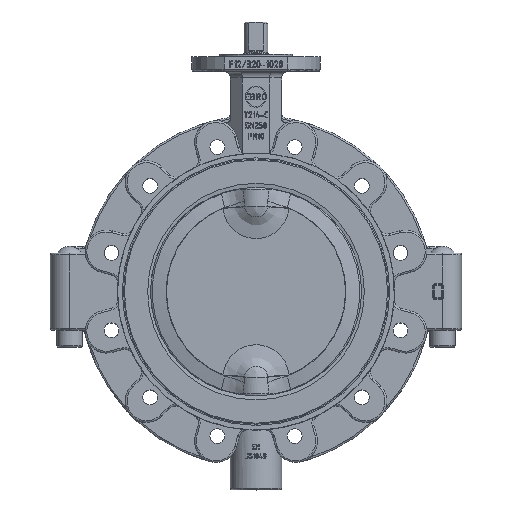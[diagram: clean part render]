
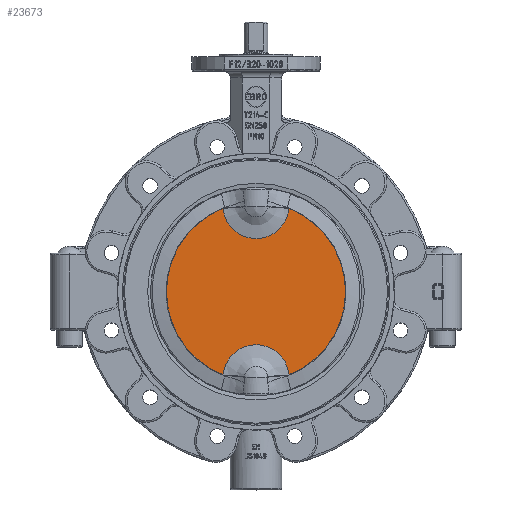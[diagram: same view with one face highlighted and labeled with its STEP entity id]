
A CAD part, top view. The second image highlights one B-rep face of the part: STEP entity #23673.
In plain terms, the highlighted planar face has unit normal (0, 0, 1).
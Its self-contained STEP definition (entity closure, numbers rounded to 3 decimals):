
#4278=B_SPLINE_CURVE_WITH_KNOTS('',3,(#55766,#55767,#55768,#55769,#55770,
#55771,#55772,#55773,#55774,#55775,#55776,#55777,#55778,#55779,#55780,#55781),
 .UNSPECIFIED.,.F.,.F.,(4,1,1,1,1,1,1,1,1,1,1,1,1,4),(-11.688,
-10.872,-10.055,-9.646,-8.829,
-8.421,-6.787,-5.154,-3.52,
-3.112,-2.703,-1.887,-1.07,
-0.253),.UNSPECIFIED.);
#4283=B_SPLINE_CURVE_WITH_KNOTS('',3,(#55833,#55834,#55835,#55836,#55837,
#55838,#55839,#55840,#55841,#55842,#55843,#55844,#55845,#55846,#55847,#55848),
 .UNSPECIFIED.,.F.,.F.,(4,1,1,1,1,1,1,1,1,1,1,1,1,4),(-11.688,
-10.872,-10.463,-10.055,-9.238,
-8.421,-6.787,-5.154,-4.065,
-3.52,-2.703,-1.887,-1.07,
-0.253),.UNSPECIFIED.);
#6200=FACE_OUTER_BOUND('',#7705,.T.);
#7705=EDGE_LOOP('',(#20450,#20451,#20452,#20453));
#8567=CIRCLE('',#25378,104.79);
#8568=CIRCLE('',#25380,104.79);
#10735=VERTEX_POINT('',#55595);
#10740=VERTEX_POINT('',#55681);
#10747=VERTEX_POINT('',#55824);
#10748=VERTEX_POINT('',#55832);
#13987=EDGE_CURVE('',#10740,#10735,#4278,.T.);
#13996=EDGE_CURVE('',#10735,#10747,#8567,.T.);
#13997=EDGE_CURVE('',#10747,#10748,#4283,.T.);
#13998=EDGE_CURVE('',#10748,#10740,#8568,.T.);
#20450=ORIENTED_EDGE('',*,*,#13997,.F.);
#20451=ORIENTED_EDGE('',*,*,#13996,.F.);
#20452=ORIENTED_EDGE('',*,*,#13987,.F.);
#20453=ORIENTED_EDGE('',*,*,#13998,.F.);
#21110=PLANE('',#25379);
#23673=ADVANCED_FACE('',(#6200),#21110,.T.);
#25378=AXIS2_PLACEMENT_3D('',#55830,#30082,#30083);
#25379=AXIS2_PLACEMENT_3D('',#55831,#30084,#30085);
#25380=AXIS2_PLACEMENT_3D('',#55849,#30086,#30087);
#30082=DIRECTION('center_axis',(0.,0.,
-1.));
#30083=DIRECTION('ref_axis',(-1.,0.,0.));
#30084=DIRECTION('center_axis',(0.,0.,
1.));
#30085=DIRECTION('ref_axis',(0.,1.,0.));
#30086=DIRECTION('center_axis',(0.,0.,
-1.));
#30087=DIRECTION('ref_axis',(1.,0.,0.));
#55595=CARTESIAN_POINT('',(-38.362,-95.015,8.));
#55681=CARTESIAN_POINT('',(38.362,-95.015,8.));
#55766=CARTESIAN_POINT('Ctrl Pts',(38.362,-95.015,8.));
#55767=CARTESIAN_POINT('Ctrl Pts',(38.177,-92.287,8.));
#55768=CARTESIAN_POINT('Ctrl Pts',(37.203,-86.849,8.));
#55769=CARTESIAN_POINT('Ctrl Pts',(34.56,-80.525,8.));
#55770=CARTESIAN_POINT('Ctrl Pts',(30.914,-74.691,8.));
#55771=CARTESIAN_POINT('Ctrl Pts',(27.294,-70.581,8.));
#55772=CARTESIAN_POINT('Ctrl Pts',(19.836,-64.449,8.));
#55773=CARTESIAN_POINT('Ctrl Pts',(8.381,-59.359,8.));
#55774=CARTESIAN_POINT('Ctrl Pts',(-8.351,-59.344,8.));
#55775=CARTESIAN_POINT('Ctrl Pts',(-19.823,-64.447,8.));
#55776=CARTESIAN_POINT('Ctrl Pts',(-26.201,-69.679,
8.));
#55777=CARTESIAN_POINT('Ctrl Pts',(-30.022,-73.562,
8.));
#55778=CARTESIAN_POINT('Ctrl Pts',(-34.026,-79.243,8.));
#55779=CARTESIAN_POINT('Ctrl Pts',(-37.192,-86.817,
8.));
#55780=CARTESIAN_POINT('Ctrl Pts',(-38.177,-92.284,8.));
#55781=CARTESIAN_POINT('Ctrl Pts',(-38.362,-95.015,
8.));
#55824=CARTESIAN_POINT('',(-38.362,100.015,8.));
#55830=CARTESIAN_POINT('Origin',(0.,2.5,8.));
#55831=CARTESIAN_POINT('Origin',(-52.5,2.5,8.));
#55832=CARTESIAN_POINT('',(38.362,100.015,8.));
#55833=CARTESIAN_POINT('Ctrl Pts',(-38.362,100.015,8.));
#55834=CARTESIAN_POINT('Ctrl Pts',(-38.177,97.287,8.));
#55835=CARTESIAN_POINT('Ctrl Pts',(-37.442,93.198,8.));
#55836=CARTESIAN_POINT('Ctrl Pts',(-35.622,88.067,8.));
#55837=CARTESIAN_POINT('Ctrl Pts',(-33.221,83.101,8.));
#55838=CARTESIAN_POINT('Ctrl Pts',(-29.283,77.501,8.));
#55839=CARTESIAN_POINT('Ctrl Pts',(-21.12,70.027,8.));
#55840=CARTESIAN_POINT('Ctrl Pts',(-8.378,64.349,8.));
#55841=CARTESIAN_POINT('Ctrl Pts',(6.497,64.355,8.));
#55842=CARTESIAN_POINT('Ctrl Pts',(16.841,68.114,8.));
#55843=CARTESIAN_POINT('Ctrl Pts',(23.83,72.514,8.));
#55844=CARTESIAN_POINT('Ctrl Pts',(29.23,77.438,8.));
#55845=CARTESIAN_POINT('Ctrl Pts',(34.021,84.236,8.));
#55846=CARTESIAN_POINT('Ctrl Pts',(37.193,91.821,8.));
#55847=CARTESIAN_POINT('Ctrl Pts',(38.177,97.284,8.));
#55848=CARTESIAN_POINT('Ctrl Pts',(38.362,100.015,8.));
#55849=CARTESIAN_POINT('Origin',(0.,2.5,8.));
